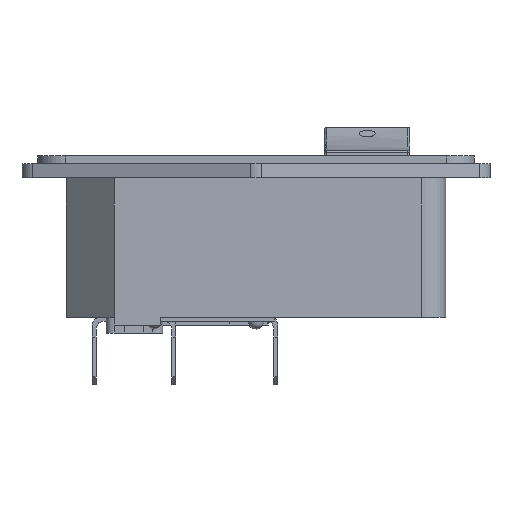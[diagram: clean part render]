
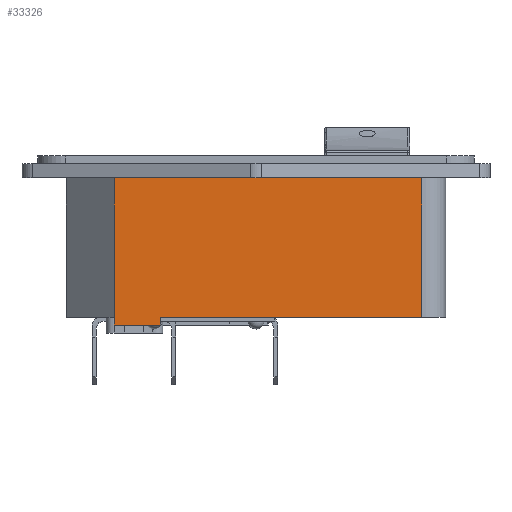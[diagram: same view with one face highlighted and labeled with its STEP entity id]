
A CAD part, left-side view. The second image highlights one B-rep face of the part: STEP entity #33326.
In plain terms, the highlighted planar face has unit normal (-1, 0, 0).
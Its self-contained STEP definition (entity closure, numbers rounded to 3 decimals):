
#2298=FACE_OUTER_BOUND('',#4160,.T.);
#4160=EDGE_LOOP('',(#23724,#23725,#23726,#23727,#23728,#23729,#23730));
#6075=LINE('',#47102,#9823);
#6119=LINE('',#47209,#9867);
#6121=LINE('',#47214,#9869);
#6143=LINE('',#47260,#9891);
#6546=LINE('',#49349,#10294);
#6547=LINE('',#49352,#10295);
#6548=LINE('',#49353,#10296);
#9823=VECTOR('',#37499,32.8);
#9867=VECTOR('',#37591,5.825);
#9869=VECTOR('',#37599,1.);
#9891=VECTOR('',#37669,1.);
#10294=VECTOR('',#38518,17.463);
#10295=VECTOR('',#38521,38.625);
#10296=VECTOR('',#38522,17.463);
#13115=VERTEX_POINT('',#44597);
#13552=VERTEX_POINT('',#47099);
#13553=VERTEX_POINT('',#47101);
#13591=VERTEX_POINT('',#47206);
#13592=VERTEX_POINT('',#47208);
#13999=VERTEX_POINT('',#49347);
#14000=VERTEX_POINT('',#49351);
#16907=EDGE_CURVE('',#13552,#13553,#6075,.T.);
#16961=EDGE_CURVE('',#13591,#13592,#6119,.T.);
#16963=EDGE_CURVE('',#13553,#13591,#6121,.T.);
#16985=EDGE_CURVE('',#13115,#13592,#6143,.T.);
#17587=EDGE_CURVE('',#13999,#13115,#6546,.T.);
#17588=EDGE_CURVE('',#13999,#14000,#6547,.T.);
#17589=EDGE_CURVE('',#14000,#13552,#6548,.T.);
#23724=ORIENTED_EDGE('',*,*,#17588,.F.);
#23725=ORIENTED_EDGE('',*,*,#17587,.T.);
#23726=ORIENTED_EDGE('',*,*,#16985,.T.);
#23727=ORIENTED_EDGE('',*,*,#16961,.F.);
#23728=ORIENTED_EDGE('',*,*,#16963,.F.);
#23729=ORIENTED_EDGE('',*,*,#16907,.F.);
#23730=ORIENTED_EDGE('',*,*,#17589,.F.);
#30812=PLANE('',#35072);
#33326=ADVANCED_FACE('',(#2298),#30812,.T.);
#35072=AXIS2_PLACEMENT_3D('',#49350,#38519,#38520);
#37499=DIRECTION('',(0.,1.,0.));
#37591=DIRECTION('',(0.,1.,0.));
#37599=DIRECTION('',(0.,0.,-1.));
#37669=DIRECTION('',(0.,0.,-1.));
#38518=DIRECTION('',(0.,0.,-1.));
#38519=DIRECTION('center_axis',(-1.,0.,0.));
#38520=DIRECTION('ref_axis',(0.,1.,0.));
#38521=DIRECTION('',(0.,-1.,0.));
#38522=DIRECTION('',(0.,0.,-1.));
#44597=CARTESIAN_POINT('',(-12.7,17.813,-19.248));
#47099=CARTESIAN_POINT('',(-12.7,-20.813,-19.248));
#47101=CARTESIAN_POINT('',(-12.7,11.988,-19.248));
#47102=CARTESIAN_POINT('',(-12.7,-20.813,-19.248));
#47206=CARTESIAN_POINT('',(-12.7,11.988,-20.248));
#47208=CARTESIAN_POINT('',(-12.7,17.813,-20.248));
#47209=CARTESIAN_POINT('',(-12.7,-20.813,-20.248));
#47214=CARTESIAN_POINT('',(-12.7,11.988,-19.248));
#47260=CARTESIAN_POINT('',(-12.7,17.813,-19.248));
#49347=CARTESIAN_POINT('',(-12.7,17.813,-1.786));
#49349=CARTESIAN_POINT('',(-12.7,17.813,-1.786));
#49350=CARTESIAN_POINT('Origin',(-12.7,-20.813,-1.786));
#49351=CARTESIAN_POINT('',(-12.7,-20.813,-1.786));
#49352=CARTESIAN_POINT('',(-12.7,-10.406,-1.786));
#49353=CARTESIAN_POINT('',(-12.7,-20.813,-1.786));
